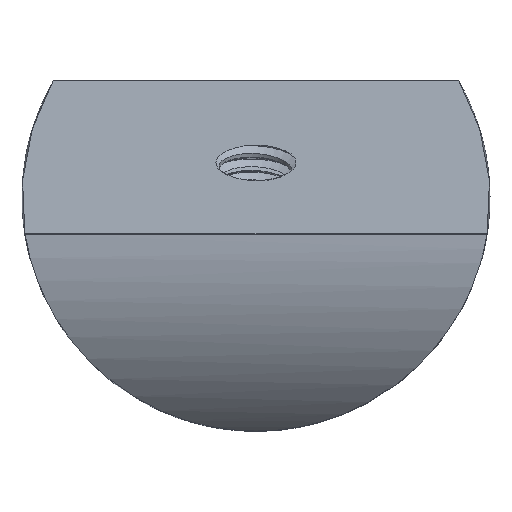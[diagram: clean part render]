
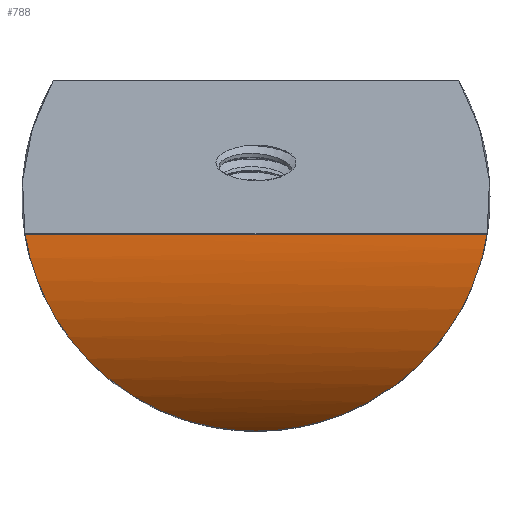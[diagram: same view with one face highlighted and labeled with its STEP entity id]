
A CAD part, top view. The second image highlights one B-rep face of the part: STEP entity #788.
In plain terms, the highlighted cylindrical face has radius 8.63 mm (diameter 17.26 mm), a partial arc.
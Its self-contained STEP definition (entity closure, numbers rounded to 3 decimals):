
#78=FACE_OUTER_BOUND('',#126,.T.);
#126=EDGE_LOOP('',(#686,#687,#688));
#192=B_SPLINE_CURVE_WITH_KNOTS('',3,(#2970,#2971,#2972,#2973,#2974,#2975,
#2976,#2977,#2978,#2979,#2980,#2981),.UNSPECIFIED.,.F.,.F.,(4,2,2,2,2,4),
(5.091,5.38,5.67,5.834,5.998,
6.224),.UNSPECIFIED.);
#193=B_SPLINE_CURVE_WITH_KNOTS('',3,(#2983,#2984,#2985,#2986,#2987,#2988,
#2989,#2990,#2991,#2992,#2993,#2994),.UNSPECIFIED.,.F.,.F.,(4,2,2,2,2,4),
(3.958,4.184,4.348,4.512,4.802,
5.091),.UNSPECIFIED.);
#236=LINE('',#3088,#277);
#277=VECTOR('',#998,10.);
#346=VERTEX_POINT('',#2965);
#347=VERTEX_POINT('',#2969);
#348=VERTEX_POINT('',#2982);
#459=EDGE_CURVE('',#347,#346,#192,.T.);
#460=EDGE_CURVE('',#348,#347,#193,.T.);
#470=EDGE_CURVE('',#348,#346,#236,.T.);
#686=ORIENTED_EDGE('',*,*,#460,.T.);
#687=ORIENTED_EDGE('',*,*,#459,.T.);
#688=ORIENTED_EDGE('',*,*,#470,.F.);
#745=CYLINDRICAL_SURFACE('',#855,8.63);
#788=ADVANCED_FACE('',(#78),#745,.T.);
#855=AXIS2_PLACEMENT_3D('',#3087,#996,#997);
#996=DIRECTION('center_axis',(1.,0.,0.));
#997=DIRECTION('ref_axis',(0.,0.,1.));
#998=DIRECTION('',(1.,0.,0.));
#2965=CARTESIAN_POINT('',(7.896,-1.288,23.));
#2969=CARTESIAN_POINT('',(0.,-8.,19.794));
#2970=CARTESIAN_POINT('Ctrl Pts',(0.,-8.,19.794));
#2971=CARTESIAN_POINT('Ctrl Pts',(0.965,-8.,19.794));
#2972=CARTESIAN_POINT('Ctrl Pts',(1.942,-7.819,20.031));
#2973=CARTESIAN_POINT('Ctrl Pts',(3.728,-7.142,20.729));
#2974=CARTESIAN_POINT('Ctrl Pts',(4.543,-6.644,21.171));
#2975=CARTESIAN_POINT('Ctrl Pts',(5.595,-5.74,21.773));
#2976=CARTESIAN_POINT('Ctrl Pts',(5.981,-5.342,22.003));
#2977=CARTESIAN_POINT('Ctrl Pts',(6.666,-4.458,22.411));
#2978=CARTESIAN_POINT('Ctrl Pts',(6.966,-3.97,22.587));
#2979=CARTESIAN_POINT('Ctrl Pts',(7.518,-2.832,22.888));
#2980=CARTESIAN_POINT('Ctrl Pts',(7.768,-2.071,23.));
#2981=CARTESIAN_POINT('Ctrl Pts',(7.896,-1.288,23.));
#2982=CARTESIAN_POINT('',(-7.896,-1.288,23.));
#2983=CARTESIAN_POINT('Ctrl Pts',(-7.896,-1.288,23.));
#2984=CARTESIAN_POINT('Ctrl Pts',(-7.768,-2.071,23.));
#2985=CARTESIAN_POINT('Ctrl Pts',(-7.518,-2.832,22.888));
#2986=CARTESIAN_POINT('Ctrl Pts',(-6.966,-3.97,22.587));
#2987=CARTESIAN_POINT('Ctrl Pts',(-6.666,-4.458,22.411));
#2988=CARTESIAN_POINT('Ctrl Pts',(-5.981,-5.342,22.003));
#2989=CARTESIAN_POINT('Ctrl Pts',(-5.595,-5.74,21.773));
#2990=CARTESIAN_POINT('Ctrl Pts',(-4.543,-6.644,21.171));
#2991=CARTESIAN_POINT('Ctrl Pts',(-3.728,-7.142,20.729));
#2992=CARTESIAN_POINT('Ctrl Pts',(-1.942,-7.819,20.031));
#2993=CARTESIAN_POINT('Ctrl Pts',(-0.965,-8.,19.794));
#2994=CARTESIAN_POINT('Ctrl Pts',(0.,-8.,19.794));
#3087=CARTESIAN_POINT('Origin',(0.,-1.288,14.37));
#3088=CARTESIAN_POINT('',(0.,-1.288,23.));
